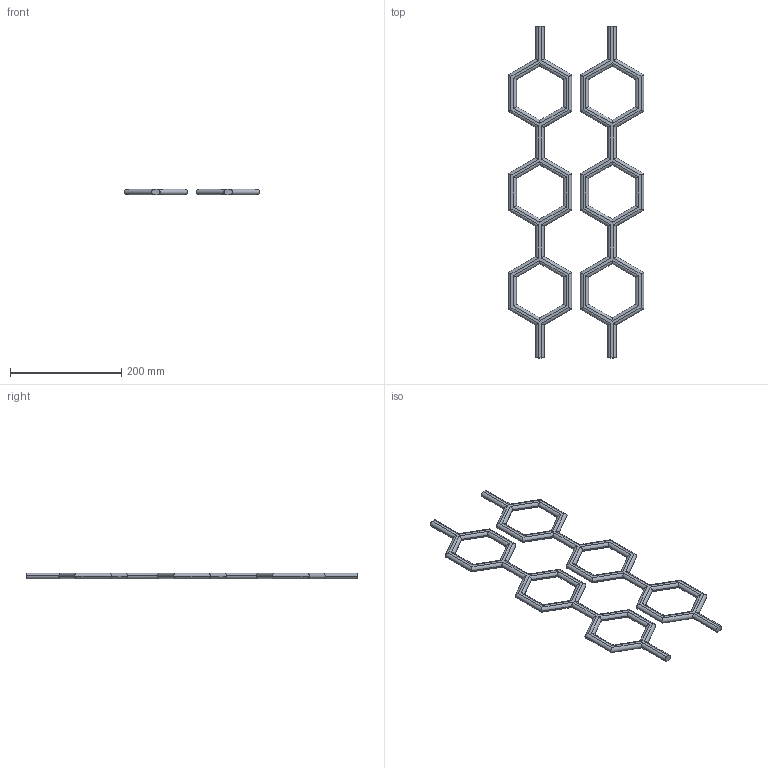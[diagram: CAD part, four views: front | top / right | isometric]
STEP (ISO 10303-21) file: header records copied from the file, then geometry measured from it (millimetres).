
FILE_DESCRIPTION(('CATIA V5 STEP Exchange'),'2;1');
FILE_NAME('Hex Pattern 004.stp','2023-03-21T14:13:18+00:00',('none'),('none'),'CATIA Version 5 Release 21 GA (IN-10)','CATIA V5 STEP AP203','none');
FILE_SCHEMA(('CONFIG_CONTROL_DESIGN'));
Length unit declared in the file: millimetre
Products named in the file (1): Hex Pattern
Bounding box: 244.32 x 598 x 10 mm (x, y, z)
Volume: 321779.3 mm3; surface area: 103071.6 mm2
Topology: 2 solids, 2 shells, 168 faces, 440 edges, 276 vertices
Faces by surface type: cylinder 160, plane 8
Entity records: 6428 total; most frequent: CARTESIAN_POINT 2802, ORIENTED_EDGE 880, DIRECTION 506, EDGE_CURVE 440, VERTEX_POINT 276, VECTOR 256, LINE 256, EDGE_LOOP 180
